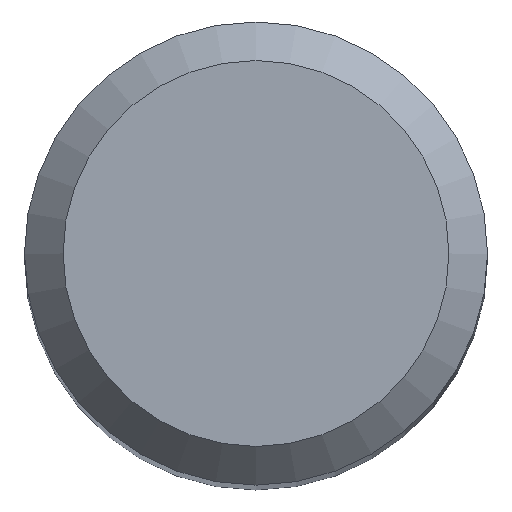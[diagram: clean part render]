
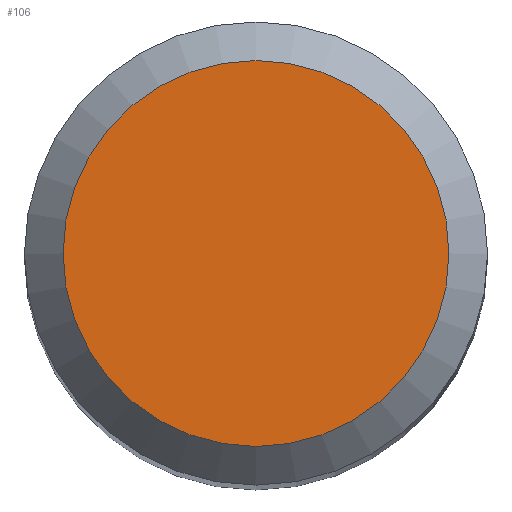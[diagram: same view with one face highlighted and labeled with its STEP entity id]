
A CAD part, top view. The second image highlights one B-rep face of the part: STEP entity #106.
In plain terms, the highlighted planar face has unit normal (0, 0, 1).
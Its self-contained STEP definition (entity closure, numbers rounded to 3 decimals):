
#7 = CARTESIAN_POINT ( 'NONE',  ( 0., 0., 42. ) ) ;
#35 = ORIENTED_EDGE ( 'NONE', *, *, #92, .F. ) ;
#59 = FACE_OUTER_BOUND ( 'NONE', #178, .T. ) ;
#88 = DIRECTION ( 'NONE',  ( 0., 1., 0. ) ) ;
#89 = CARTESIAN_POINT ( 'NONE',  ( 0., 0., 42. ) ) ;
#92 = EDGE_CURVE ( 'NONE', #149, #149, #160, .T. ) ;
#106 = ADVANCED_FACE ( 'NONE', ( #59 ), #139, .F. ) ;
#108 = DIRECTION ( 'NONE',  ( 0., 0., -1. ) ) ;
#139 = PLANE ( 'NONE',  #217 ) ;
#149 = VERTEX_POINT ( 'NONE', #198 ) ;
#160 = CIRCLE ( 'NONE', #177, 2.5 ) ;
#163 = DIRECTION ( 'NONE',  ( 0., 0., -1. ) ) ;
#177 = AXIS2_PLACEMENT_3D ( 'NONE', #7, #163, #181 ) ;
#178 = EDGE_LOOP ( 'NONE', ( #35 ) ) ;
#181 = DIRECTION ( 'NONE',  ( 0., 1., 0. ) ) ;
#198 = CARTESIAN_POINT ( 'NONE',  ( 0., 2.5, 42. ) ) ;
#217 = AXIS2_PLACEMENT_3D ( 'NONE', #89, #108, #88 ) ;
